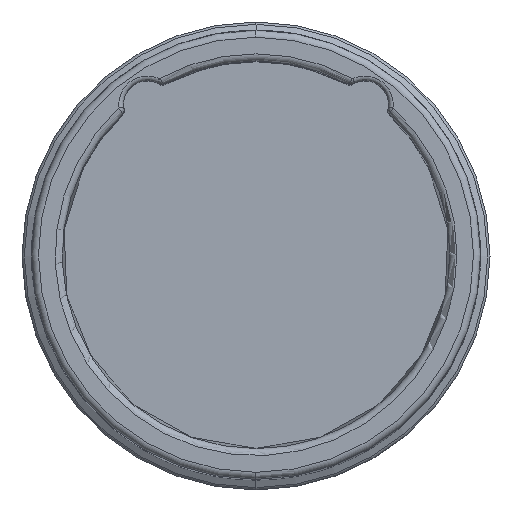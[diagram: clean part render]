
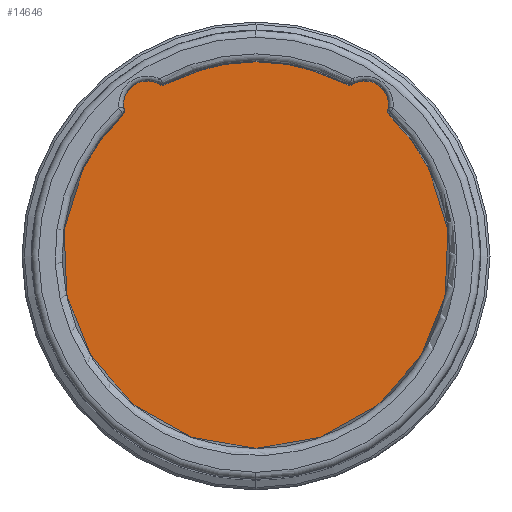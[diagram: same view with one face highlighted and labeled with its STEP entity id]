
A CAD part, top view. The second image highlights one B-rep face of the part: STEP entity #14646.
In plain terms, the highlighted planar face has unit normal (0, 0, 1).
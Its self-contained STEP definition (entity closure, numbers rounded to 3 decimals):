
#1474=CARTESIAN_POINT('',(0.,0.,-3.633));
#1475=DIRECTION('',(0.,0.,1.));
#1476=DIRECTION('',(0.473,0.881,0.));
#1477=AXIS2_PLACEMENT_3D('',#1474,#1475,#1476);
#1483=CARTESIAN_POINT('',(-3.868,7.196,
-3.633));
#1484=CARTESIAN_POINT('',(-3.879,7.191,
-3.633));
#1485=CARTESIAN_POINT('',(-3.9,7.182,
-3.633));
#1486=CARTESIAN_POINT('',(-3.935,7.176,
-3.633));
#1487=CARTESIAN_POINT('',(-3.97,7.174,
-3.633));
#1488=CARTESIAN_POINT('',(-4.004,7.179,
-3.633));
#1489=CARTESIAN_POINT('',(-4.038,7.189,
-3.633));
#1490=CARTESIAN_POINT('',(-4.059,7.199,
-3.633));
#1491=CARTESIAN_POINT('',(-4.069,7.205,
-3.633));
#1493=CARTESIAN_POINT('',(-4.603,6.359,
-3.633));
#1494=DIRECTION('',(0.,0.,-1.));
#1495=DIRECTION('',(-0.97,-0.242,0.));
#1496=AXIS2_PLACEMENT_3D('',#1493,#1494,#1495);
#1498=CARTESIAN_POINT('',(4.603,6.359,-3.633));
#1499=DIRECTION('',(0.,0.,-1.));
#1500=DIRECTION('',(-0.533,0.846,0.));
#1501=AXIS2_PLACEMENT_3D('',#1498,#1499,#1500);
#1522=CARTESIAN_POINT('',(-5.574,6.117,
-3.633));
#1523=CARTESIAN_POINT('',(-5.572,6.105,
-3.633));
#1524=CARTESIAN_POINT('',(-5.57,6.082,
-3.633));
#1525=CARTESIAN_POINT('',(-5.571,6.047,
-3.633));
#1526=CARTESIAN_POINT('',(-5.577,6.013,
-3.633));
#1527=CARTESIAN_POINT('',(-5.589,5.98,
-3.633));
#1528=CARTESIAN_POINT('',(-5.606,5.95,
-3.633));
#1529=CARTESIAN_POINT('',(-5.62,5.932,
-3.633));
#1530=CARTESIAN_POINT('',(-5.629,5.923,
-3.633));
#1532=CARTESIAN_POINT('',(0.,0.,-3.633));
#1533=DIRECTION('',(0.,0.,1.));
#1534=DIRECTION('',(-0.689,0.725,0.));
#1535=AXIS2_PLACEMENT_3D('',#1532,#1533,#1534);
#1541=CARTESIAN_POINT('',(5.628,5.922,-3.633));
#1542=CARTESIAN_POINT('',(5.62,5.931,-3.633));
#1543=CARTESIAN_POINT('',(5.605,5.948,-3.633));
#1544=CARTESIAN_POINT('',(5.588,5.979,-3.633));
#1545=CARTESIAN_POINT('',(5.576,6.012,-3.633));
#1546=CARTESIAN_POINT('',(5.569,6.046,-3.633));
#1547=CARTESIAN_POINT('',(5.568,6.081,-3.633));
#1548=CARTESIAN_POINT('',(5.571,6.105,-3.633));
#1549=CARTESIAN_POINT('',(5.574,6.116,-3.633));
#1591=CARTESIAN_POINT('',(4.069,7.205,-3.633));
#1592=CARTESIAN_POINT('',(4.059,7.199,-3.633));
#1593=CARTESIAN_POINT('',(4.038,7.189,-3.633));
#1594=CARTESIAN_POINT('',(4.005,7.179,-3.633));
#1595=CARTESIAN_POINT('',(3.97,7.174,-3.633));
#1596=CARTESIAN_POINT('',(3.935,7.176,-3.633));
#1597=CARTESIAN_POINT('',(3.9,7.182,-3.633));
#1598=CARTESIAN_POINT('',(3.879,7.191,-3.633));
#1599=CARTESIAN_POINT('',(3.868,7.196,-3.633));
#12419=CARTESIAN_POINT('',(-3.868,7.196,
-3.633));
#12420=VERTEX_POINT('',#12419);
#12421=CARTESIAN_POINT('',(3.868,7.196,
-3.633));
#12422=VERTEX_POINT('',#12421);
#12423=CARTESIAN_POINT('',(4.069,7.205,
-3.633));
#12424=VERTEX_POINT('',#12423);
#12425=CARTESIAN_POINT('',(5.574,6.116,
-3.633));
#12426=VERTEX_POINT('',#12425);
#12427=CARTESIAN_POINT('',(5.628,5.922,
-3.633));
#12428=VERTEX_POINT('',#12427);
#12429=CARTESIAN_POINT('',(-5.629,5.923,
-3.633));
#12430=VERTEX_POINT('',#12429);
#12431=CARTESIAN_POINT('',(-5.574,6.117,
-3.633));
#12432=VERTEX_POINT('',#12431);
#12433=CARTESIAN_POINT('',(-4.069,7.205,
-3.633));
#12434=VERTEX_POINT('',#12433);
#14625=CARTESIAN_POINT('',(0.,0.,-3.633));
#14626=DIRECTION('',(0.,0.,-1.));
#14627=DIRECTION('',(0.,-1.,0.));
#14628=AXIS2_PLACEMENT_3D('',#14625,#14626,#14627);
#14629=PLANE('',#14628);
#14631=ORIENTED_EDGE('',*,*,#14630,.T.);
#14632=ORIENTED_EDGE('',*,*,#14609,.F.);
#14633=ORIENTED_EDGE('',*,*,#14572,.F.);
#14635=ORIENTED_EDGE('',*,*,#14634,.F.);
#14637=ORIENTED_EDGE('',*,*,#14636,.T.);
#14639=ORIENTED_EDGE('',*,*,#14638,.F.);
#14641=ORIENTED_EDGE('',*,*,#14640,.F.);
#14643=ORIENTED_EDGE('',*,*,#14642,.F.);
#14644=EDGE_LOOP('',(#14631,#14632,#14633,#14635,#14637,#14639,#14641,#14643));
#14645=FACE_OUTER_BOUND('',#14644,.F.);
#1478=CIRCLE('',#1477,8.171);
#1492=B_SPLINE_CURVE_WITH_KNOTS('',3,(#1483,#1484,#1485,#1486,#1487,#1488,#1489,
#1490,#1491),.UNSPECIFIED.,.F.,.F.,(4,1,1,1,1,1,4),(0.,0.167,
0.333,0.5,0.667,0.833,1.),
.UNSPECIFIED.);
#1497=CIRCLE('',#1496,1.);
#1502=CIRCLE('',#1501,1.);
#1531=B_SPLINE_CURVE_WITH_KNOTS('',3,(#1522,#1523,#1524,#1525,#1526,#1527,#1528,
#1529,#1530),.UNSPECIFIED.,.F.,.F.,(4,1,1,1,1,1,4),(0.,0.167,
0.333,0.5,0.667,0.833,1.),
.UNSPECIFIED.);
#1536=CIRCLE('',#1535,8.171);
#1550=B_SPLINE_CURVE_WITH_KNOTS('',3,(#1541,#1542,#1543,#1544,#1545,#1546,#1547,
#1548,#1549),.UNSPECIFIED.,.F.,.F.,(4,1,1,1,1,1,4),(0.,0.167,
0.333,0.5,0.667,0.833,1.),
.UNSPECIFIED.);
#1600=B_SPLINE_CURVE_WITH_KNOTS('',3,(#1591,#1592,#1593,#1594,#1595,#1596,#1597,
#1598,#1599),.UNSPECIFIED.,.F.,.F.,(4,1,1,1,1,1,4),(0.,0.167,
0.333,0.5,0.667,0.833,1.),
.UNSPECIFIED.);
#14572=EDGE_CURVE('',#12422,#12420,#1478,.T.);
#14609=EDGE_CURVE('',#12420,#12434,#1492,.T.);
#14630=EDGE_CURVE('',#12432,#12434,#1497,.T.);
#14634=EDGE_CURVE('',#12424,#12422,#1600,.T.);
#14636=EDGE_CURVE('',#12424,#12426,#1502,.T.);
#14638=EDGE_CURVE('',#12428,#12426,#1550,.T.);
#14640=EDGE_CURVE('',#12430,#12428,#1536,.T.);
#14642=EDGE_CURVE('',#12432,#12430,#1531,.T.);
#14646=ADVANCED_FACE('',(#14645),#14629,.F.);
